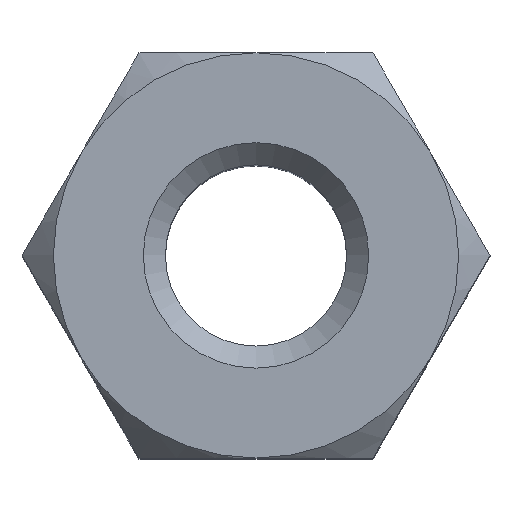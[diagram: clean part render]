
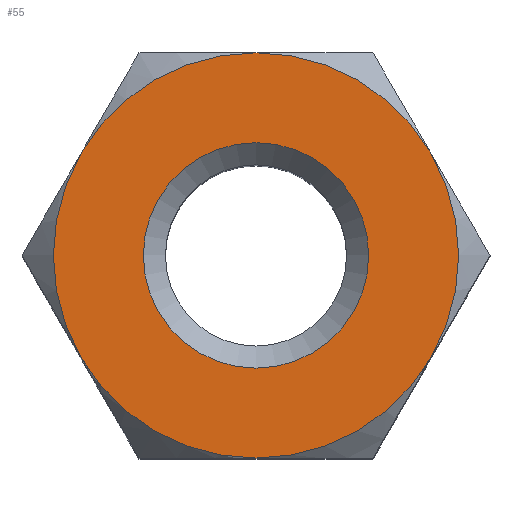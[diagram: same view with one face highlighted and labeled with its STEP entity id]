
A CAD part, top view. The second image highlights one B-rep face of the part: STEP entity #55.
In plain terms, the highlighted planar face has unit normal (0, 0, 1).
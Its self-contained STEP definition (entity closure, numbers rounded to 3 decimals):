
#55 = ADVANCED_FACE( '', ( #122, #123 ), #124, .T. );
#122 = FACE_BOUND( '', #203, .T. );
#123 = FACE_OUTER_BOUND( '', #204, .T. );
#124 = PLANE( '', #205 );
#203 = EDGE_LOOP( '', ( #294 ) );
#204 = EDGE_LOOP( '', ( #295, #296, #297, #298, #299, #300 ) );
#205 = AXIS2_PLACEMENT_3D( '', #301, #302, #303 );
#294 = ORIENTED_EDGE( '', *, *, #466, .T. );
#295 = ORIENTED_EDGE( '', *, *, #451, .F. );
#296 = ORIENTED_EDGE( '', *, *, #467, .F. );
#297 = ORIENTED_EDGE( '', *, *, #458, .F. );
#298 = ORIENTED_EDGE( '', *, *, #468, .T. );
#299 = ORIENTED_EDGE( '', *, *, #454, .F. );
#300 = ORIENTED_EDGE( '', *, *, #463, .F. );
#301 = CARTESIAN_POINT( '', ( 0., 0., 4.5 ) );
#302 = DIRECTION( '', ( 0., 0., 1. ) );
#303 = DIRECTION( '', ( 1., 0., 0. ) );
#451 = EDGE_CURVE( '', #519, #522, #523, .F. );
#454 = EDGE_CURVE( '', #526, #527, #528, .F. );
#458 = EDGE_CURVE( '', #533, #534, #535, .F. );
#463 = EDGE_CURVE( '', #522, #526, #542, .F. );
#466 = EDGE_CURVE( '', #545, #545, #546, .T. );
#467 = EDGE_CURVE( '', #534, #519, #547, .F. );
#468 = EDGE_CURVE( '', #533, #527, #548, .T. );
#519 = VERTEX_POINT( '', #616 );
#522 = VERTEX_POINT( '', #624 );
#523 = CIRCLE( '', #625, 2.75 );
#526 = VERTEX_POINT( '', #635 );
#527 = VERTEX_POINT( '', #636 );
#528 = CIRCLE( '', #637, 2.75 );
#533 = VERTEX_POINT( '', #654 );
#534 = VERTEX_POINT( '', #655 );
#535 = CIRCLE( '', #656, 2.75 );
#542 = CIRCLE( '', #684, 2.75 );
#545 = VERTEX_POINT( '', #694 );
#546 = CIRCLE( '', #695, 1.53 );
#547 = CIRCLE( '', #696, 2.75 );
#548 = CIRCLE( '', #697, 2.75 );
#616 = CARTESIAN_POINT( '', ( 2.382, -1.375, 4.5 ) );
#624 = CARTESIAN_POINT( '', ( 0., -2.75, 4.5 ) );
#625 = AXIS2_PLACEMENT_3D( '', #870, #871, #872 );
#635 = CARTESIAN_POINT( '', ( -2.382, -1.375, 4.5 ) );
#636 = CARTESIAN_POINT( '', ( -2.382, 1.375, 4.5 ) );
#637 = AXIS2_PLACEMENT_3D( '', #873, #874, #875 );
#654 = CARTESIAN_POINT( '', ( 0., 2.75, 4.5 ) );
#655 = CARTESIAN_POINT( '', ( 2.382, 1.375, 4.5 ) );
#656 = AXIS2_PLACEMENT_3D( '', #876, #877, #878 );
#684 = AXIS2_PLACEMENT_3D( '', #879, #880, #881 );
#694 = CARTESIAN_POINT( '', ( 0., 1.53, 4.5 ) );
#695 = AXIS2_PLACEMENT_3D( '', #882, #883, #884 );
#696 = AXIS2_PLACEMENT_3D( '', #885, #886, #887 );
#697 = AXIS2_PLACEMENT_3D( '', #888, #889, #890 );
#870 = CARTESIAN_POINT( '', ( 0., 0., 4.5 ) );
#871 = DIRECTION( '', ( 0., 0., 1. ) );
#872 = DIRECTION( '', ( 1., 0., 0. ) );
#873 = CARTESIAN_POINT( '', ( 0., 0., 4.5 ) );
#874 = DIRECTION( '', ( 0., 0., 1. ) );
#875 = DIRECTION( '', ( 1., 0., 0. ) );
#876 = CARTESIAN_POINT( '', ( 0., 0., 4.5 ) );
#877 = DIRECTION( '', ( 0., 0., 1. ) );
#878 = DIRECTION( '', ( 1., 0., 0. ) );
#879 = CARTESIAN_POINT( '', ( 0., 0., 4.5 ) );
#880 = DIRECTION( '', ( 0., 0., 1. ) );
#881 = DIRECTION( '', ( 1., 0., 0. ) );
#882 = CARTESIAN_POINT( '', ( 0., 0., 4.5 ) );
#883 = DIRECTION( '', ( 0., 0., -1. ) );
#884 = DIRECTION( '', ( 0., 1., 0. ) );
#885 = CARTESIAN_POINT( '', ( 0., 0., 4.5 ) );
#886 = DIRECTION( '', ( 0., 0., 1. ) );
#887 = DIRECTION( '', ( 1., 0., 0. ) );
#888 = CARTESIAN_POINT( '', ( 0., 0., 4.5 ) );
#889 = DIRECTION( '', ( 0., 0., 1. ) );
#890 = DIRECTION( '', ( 1., 0., 0. ) );
